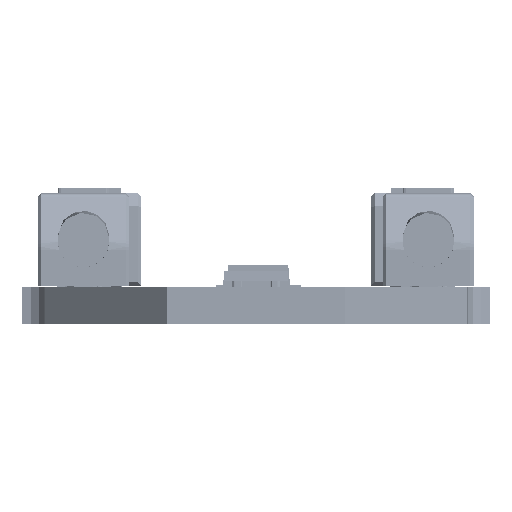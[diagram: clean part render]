
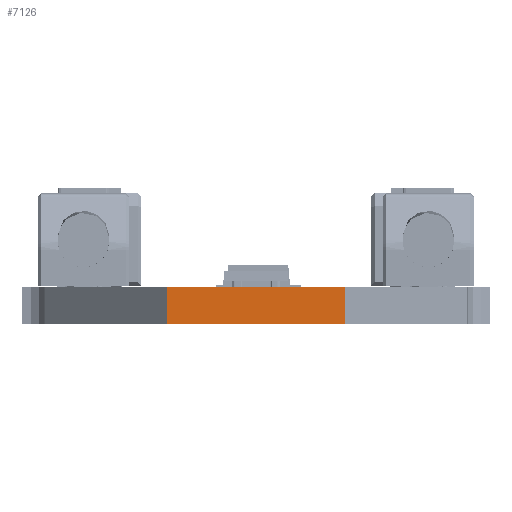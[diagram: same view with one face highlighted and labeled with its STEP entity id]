
A CAD part, left-side view. The second image highlights one B-rep face of the part: STEP entity #7126.
In plain terms, the highlighted planar face has unit normal (-1, 0, 0).
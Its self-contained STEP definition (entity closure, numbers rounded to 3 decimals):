
#739 = VECTOR ( 'NONE', #14019, 1000. ) ;
#1679 = CARTESIAN_POINT ( 'NONE',  ( 0., 3.81, -0.6 ) ) ;
#3024 = VECTOR ( 'NONE', #5358, 1000. ) ;
#4809 = EDGE_CURVE ( 'NONE', #28656, #26222, #40030, .T. ) ;
#5358 = DIRECTION ( 'NONE',  ( 0., 1., 0. ) ) ;
#5491 = PLANE ( 'NONE',  #35017 ) ;
#5770 = EDGE_CURVE ( 'NONE', #28656, #34149, #36997, .T. ) ;
#7126 = ADVANCED_FACE ( 'NONE', ( #24283 ), #5491, .F. ) ;
#8578 = CARTESIAN_POINT ( 'NONE',  ( 0., 3.81, 1. ) ) ;
#8714 = DIRECTION ( 'NONE',  ( 1., 0., 0. ) ) ;
#9033 = VERTEX_POINT ( 'NONE', #8578 ) ;
#10472 = LINE ( 'NONE', #19905, #35433 ) ;
#10752 = LINE ( 'NONE', #32134, #739 ) ;
#12460 = EDGE_CURVE ( 'NONE', #34149, #9033, #10472, .T. ) ;
#13772 = DIRECTION ( 'NONE',  ( 0., 1., 0. ) ) ;
#14019 = DIRECTION ( 'NONE',  ( 0., 0., 1. ) ) ;
#17359 = EDGE_CURVE ( 'NONE', #26222, #9033, #10752, .T. ) ;
#19635 = EDGE_LOOP ( 'NONE', ( #31226, #19967, #31645, #24970 ) ) ;
#19905 = CARTESIAN_POINT ( 'NONE',  ( 0., 0., 1. ) ) ;
#19967 = ORIENTED_EDGE ( 'NONE', *, *, #12460, .T. ) ;
#20895 = CARTESIAN_POINT ( 'NONE',  ( 0., 0., -0.6 ) ) ;
#22277 = CARTESIAN_POINT ( 'NONE',  ( 0., -3.81, -0.6 ) ) ;
#24180 = DIRECTION ( 'NONE',  ( 0., 0., 1. ) ) ;
#24283 = FACE_OUTER_BOUND ( 'NONE', #19635, .T. ) ;
#24970 = ORIENTED_EDGE ( 'NONE', *, *, #4809, .F. ) ;
#26222 = VERTEX_POINT ( 'NONE', #1679 ) ;
#27829 = CARTESIAN_POINT ( 'NONE',  ( 0., 0., -0.6 ) ) ;
#28501 = VECTOR ( 'NONE', #24180, 1000. ) ;
#28631 = CARTESIAN_POINT ( 'NONE',  ( 0., -3.81, 1. ) ) ;
#28656 = VERTEX_POINT ( 'NONE', #22277 ) ;
#31226 = ORIENTED_EDGE ( 'NONE', *, *, #5770, .T. ) ;
#31645 = ORIENTED_EDGE ( 'NONE', *, *, #17359, .F. ) ;
#32134 = CARTESIAN_POINT ( 'NONE',  ( 0., 3.81, -0.6 ) ) ;
#34149 = VERTEX_POINT ( 'NONE', #28631 ) ;
#34414 = DIRECTION ( 'NONE',  ( 0., 0., -1. ) ) ;
#35017 = AXIS2_PLACEMENT_3D ( 'NONE', #27829, #8714, #34414 ) ;
#35433 = VECTOR ( 'NONE', #13772, 1000. ) ;
#36997 = LINE ( 'NONE', #40376, #28501 ) ;
#40030 = LINE ( 'NONE', #20895, #3024 ) ;
#40376 = CARTESIAN_POINT ( 'NONE',  ( 0., -3.81, -0.6 ) ) ;
